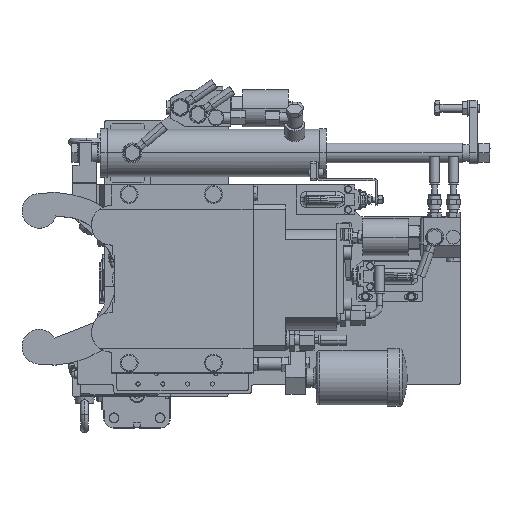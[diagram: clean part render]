
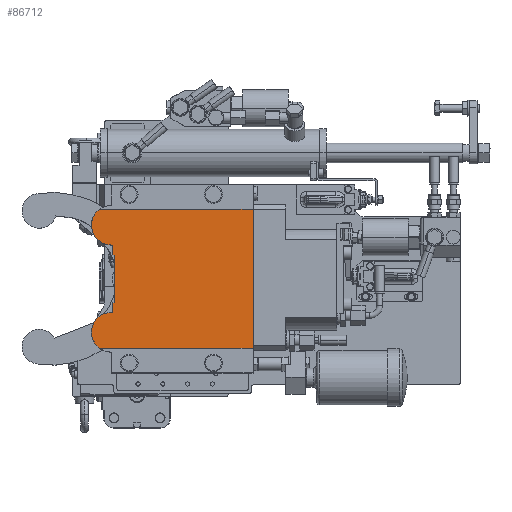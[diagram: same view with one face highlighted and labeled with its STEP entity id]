
A CAD part, top view. The second image highlights one B-rep face of the part: STEP entity #86712.
In plain terms, the highlighted planar face has unit normal (0, 0, 1).
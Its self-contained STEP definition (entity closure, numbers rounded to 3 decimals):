
#5369=CARTESIAN_POINT('',(-58.,54.,204.8));
#5370=DIRECTION('',(0.,0.,1.));
#5371=DIRECTION('',(-0.6,0.8,0.));
#5372=AXIS2_PLACEMENT_3D('',#5369,#5370,#5371);
#5455=DIRECTION('',(-1.,0.,0.));
#5456=VECTOR('',#5455,155.);
#5457=CARTESIAN_POINT('',(85.,70.,204.8));
#5458=LINE('',#5457,#5456);
#5479=DIRECTION('',(0.,1.,0.));
#5480=VECTOR('',#5479,140.);
#5481=CARTESIAN_POINT('',(85.,-70.,204.8));
#5482=LINE('',#5481,#5480);
#37588=DIRECTION('',(1.,0.,0.));
#37589=VECTOR('',#37588,1.5);
#37590=CARTESIAN_POINT('',(-58.,34.,204.8));
#37591=LINE('',#37590,#37589);
#37592=DIRECTION('',(-1.,0.,0.));
#37593=VECTOR('',#37592,155.);
#37594=CARTESIAN_POINT('',(85.,-70.,204.8));
#37595=LINE('',#37594,#37593);
#37750=CARTESIAN_POINT('',(-58.,-54.,204.8));
#37751=DIRECTION('',(0.,0.,1.));
#37752=DIRECTION('',(0.,1.,0.));
#37753=AXIS2_PLACEMENT_3D('',#37750,#37751,#37752);
#37789=DIRECTION('',(-1.,0.,0.));
#37790=VECTOR('',#37789,1.5);
#37791=CARTESIAN_POINT('',(-56.5,-34.,204.8));
#37792=LINE('',#37791,#37790);
#37801=DIRECTION('',(0.,-1.,0.));
#37802=VECTOR('',#37801,9.639);
#37803=CARTESIAN_POINT('',(-56.5,-24.361,204.8));
#37804=LINE('',#37803,#37802);
#37813=DIRECTION('',(-0.937,-0.35,0.));
#37814=VECTOR('',#37813,1.601);
#37815=CARTESIAN_POINT('',(-55.,-23.8,204.8));
#37816=LINE('',#37815,#37814);
#37825=DIRECTION('',(0.,-1.,0.));
#37826=VECTOR('',#37825,47.6);
#37827=CARTESIAN_POINT('',(-55.,23.8,204.8));
#37828=LINE('',#37827,#37826);
#37853=DIRECTION('',(0.937,-0.35,0.));
#37854=VECTOR('',#37853,1.601);
#37855=CARTESIAN_POINT('',(-56.5,24.361,204.8));
#37856=LINE('',#37855,#37854);
#37865=DIRECTION('',(0.,-1.,0.));
#37866=VECTOR('',#37865,9.639);
#37867=CARTESIAN_POINT('',(-56.5,34.,204.8));
#37868=LINE('',#37867,#37866);
#46317=CARTESIAN_POINT('',(85.,-70.,204.8));
#46318=VERTEX_POINT('',#46317);
#46319=CARTESIAN_POINT('',(85.,70.,204.8));
#46320=VERTEX_POINT('',#46319);
#46325=CARTESIAN_POINT('',(-58.,34.,204.8));
#46326=CARTESIAN_POINT('',(-56.5,34.,204.8));
#46327=VERTEX_POINT('',#46325);
#46328=VERTEX_POINT('',#46326);
#46333=CARTESIAN_POINT('',(-56.5,-24.361,204.8));
#46334=CARTESIAN_POINT('',(-56.5,-34.,204.8));
#46335=VERTEX_POINT('',#46333);
#46336=VERTEX_POINT('',#46334);
#46339=CARTESIAN_POINT('',(-58.,-34.,204.8));
#46340=VERTEX_POINT('',#46339);
#46345=CARTESIAN_POINT('',(-70.,-70.,204.8));
#46346=VERTEX_POINT('',#46345);
#46347=CARTESIAN_POINT('',(-70.,70.,204.8));
#46348=VERTEX_POINT('',#46347);
#46353=CARTESIAN_POINT('',(-56.5,24.361,204.8));
#46354=VERTEX_POINT('',#46353);
#46357=CARTESIAN_POINT('',(-55.,23.8,204.8));
#46358=VERTEX_POINT('',#46357);
#46361=CARTESIAN_POINT('',(-55.,-23.8,204.8));
#46362=VERTEX_POINT('',#46361);
#86685=CARTESIAN_POINT('',(85.,-70.,204.8));
#86686=DIRECTION('',(0.,0.,-1.));
#86687=DIRECTION('',(0.,1.,0.));
#86688=AXIS2_PLACEMENT_3D('',#86685,#86686,#86687);
#86689=PLANE('',#86688);
#86690=ORIENTED_EDGE('',*,*,#56001,.F.);
#86692=ORIENTED_EDGE('',*,*,#86691,.T.);
#86694=ORIENTED_EDGE('',*,*,#86693,.F.);
#86696=ORIENTED_EDGE('',*,*,#86695,.F.);
#86698=ORIENTED_EDGE('',*,*,#86697,.F.);
#86700=ORIENTED_EDGE('',*,*,#86699,.F.);
#86702=ORIENTED_EDGE('',*,*,#86701,.F.);
#86704=ORIENTED_EDGE('',*,*,#86703,.F.);
#86706=ORIENTED_EDGE('',*,*,#86705,.F.);
#86707=ORIENTED_EDGE('',*,*,#86678,.F.);
#86708=ORIENTED_EDGE('',*,*,#55891,.F.);
#86709=ORIENTED_EDGE('',*,*,#55976,.F.);
#86710=EDGE_LOOP('',(#86690,#86692,#86694,#86696,#86698,#86700,#86702,#86704,
#86706,#86707,#86708,#86709));
#86711=FACE_OUTER_BOUND('',#86710,.F.);
#86712=ADVANCED_FACE('',(#86711),#86689,.F.);
#5373=CIRCLE('',#5372,20.);
#37754=CIRCLE('',#37753,20.);
#55891=EDGE_CURVE('',#46348,#46327,#5373,.T.);
#55976=EDGE_CURVE('',#46320,#46348,#5458,.T.);
#56001=EDGE_CURVE('',#46318,#46320,#5482,.T.);
#86678=EDGE_CURVE('',#46327,#46328,#37591,.T.);
#86691=EDGE_CURVE('',#46318,#46346,#37595,.T.);
#86693=EDGE_CURVE('',#46340,#46346,#37754,.T.);
#86695=EDGE_CURVE('',#46336,#46340,#37792,.T.);
#86697=EDGE_CURVE('',#46335,#46336,#37804,.T.);
#86699=EDGE_CURVE('',#46362,#46335,#37816,.T.);
#86701=EDGE_CURVE('',#46358,#46362,#37828,.T.);
#86703=EDGE_CURVE('',#46354,#46358,#37856,.T.);
#86705=EDGE_CURVE('',#46328,#46354,#37868,.T.);
